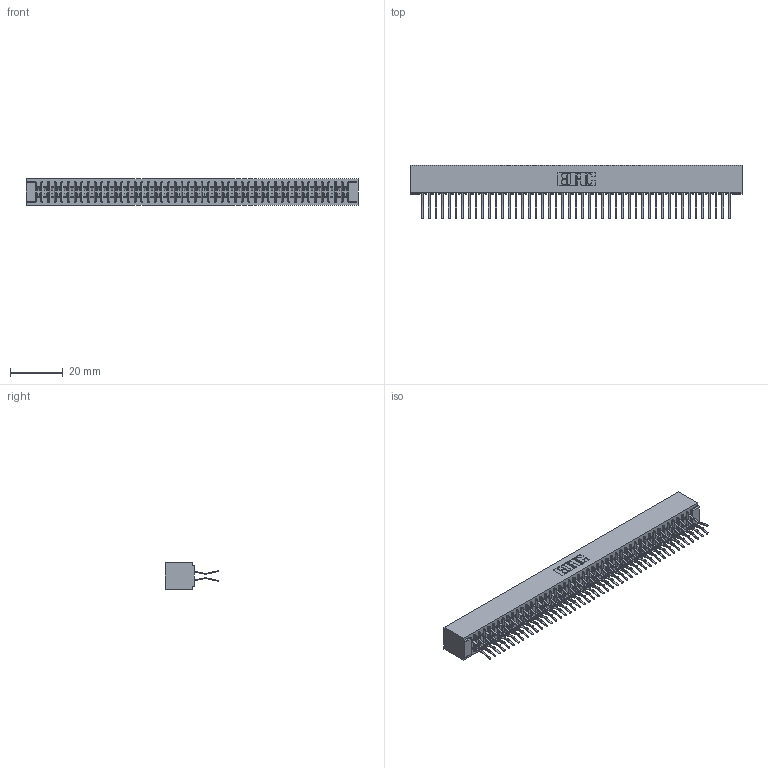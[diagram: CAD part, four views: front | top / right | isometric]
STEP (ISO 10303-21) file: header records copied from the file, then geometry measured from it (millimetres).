
FILE_DESCRIPTION (( 'STEP AP203' ), '1' );
FILE_NAME ('391-094-560-201.STEP', '2018-08-09T18:23:58', ( '' ), ( '' ), 'SwSTEP 2.0', 'SolidWorks 2016', '' );
FILE_SCHEMA (( 'CONFIG_CONTROL_DESIGN' ));
Length unit declared in the file: inch
Products named in the file (3): 341 Part_No Mounting Lugs; 341-292-001_341-292-160; 391-094-560-201
Assembly tree (95 placements, depth 2):
  391-094-560-201
    341 Part_No Mounting Lugs
    341-292-001_341-292-160  x94
Bounding box: 126.36 x 20.37 x 10.16 mm (x, y, z)
Volume: 9665 mm3; surface area: 18672.5 mm2
Topology: 95 solids, 95 shells, 6688 faces, 19421 edges, 12598 vertices
Faces by surface type: plane 3824, cylinder 2676, sphere 96, torus 92
Entity records: 56076 total; most frequent: CARTESIAN_POINT 9321, ORIENTED_EDGE 9262, DIRECTION 9045, EDGE_CURVE 4631, VECTOR 3745, LINE 3745, VERTEX_POINT 2926, AXIS2_PLACEMENT_3D 2650
